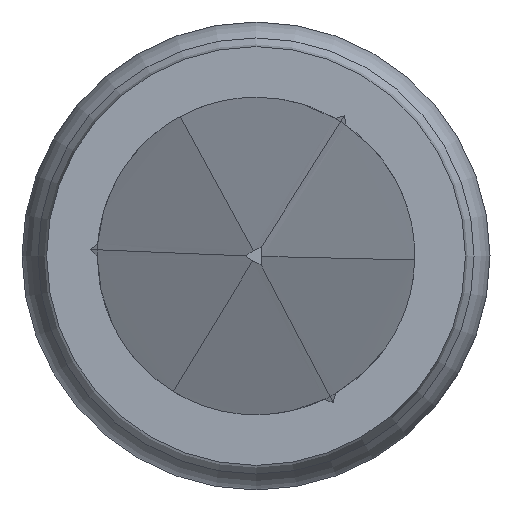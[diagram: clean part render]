
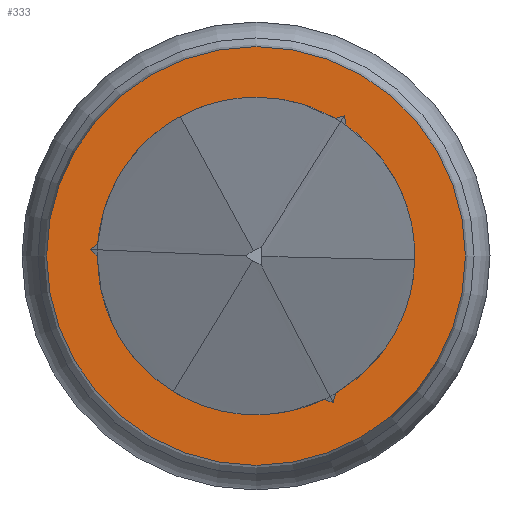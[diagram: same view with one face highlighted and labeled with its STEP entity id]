
A CAD part, left-side view. The second image highlights one B-rep face of the part: STEP entity #333.
In plain terms, the highlighted planar face has unit normal (-1, 0, 0).
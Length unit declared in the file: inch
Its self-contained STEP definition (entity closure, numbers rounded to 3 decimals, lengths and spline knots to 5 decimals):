
#49 = CARTESIAN_POINT ( 'NONE',  ( 0., 0., 0.01045 ) ) ;
#72 = EDGE_CURVE ( 'NONE', #445, #445, #1122, .T. ) ;
#225 = ORIENTED_EDGE ( 'NONE', *, *, #233, .F. ) ;
#233 = EDGE_CURVE ( 'NONE', #1188, #1188, #1678, .T. ) ;
#333 = ADVANCED_FACE ( 'NONE', ( #1518, #1230 ), #1644, .T. ) ;
#356 = CARTESIAN_POINT ( 'NONE',  ( 0., 0., 0. ) ) ;
#370 = DIRECTION ( 'NONE',  ( -1., 0., 0. ) ) ;
#445 = VERTEX_POINT ( 'NONE', #1449 ) ;
#542 = EDGE_LOOP ( 'NONE', ( #815 ) ) ;
#695 = EDGE_LOOP ( 'NONE', ( #225 ) ) ;
#797 = CARTESIAN_POINT ( 'NONE',  ( 0., 0.0129, 0. ) ) ;
#815 = ORIENTED_EDGE ( 'NONE', *, *, #72, .T. ) ;
#920 = DIRECTION ( 'NONE',  ( 0., 0., 1. ) ) ;
#987 = AXIS2_PLACEMENT_3D ( 'NONE', #1142, #1187, #1055 ) ;
#1055 = DIRECTION ( 'NONE',  ( 0., 0., 1. ) ) ;
#1122 = CIRCLE ( 'NONE', #987, 0.01378 ) ;
#1142 = CARTESIAN_POINT ( 'NONE',  ( 0., 0., 0. ) ) ;
#1187 = DIRECTION ( 'NONE',  ( -1., 0., 0. ) ) ;
#1188 = VERTEX_POINT ( 'NONE', #49 ) ;
#1230 = FACE_OUTER_BOUND ( 'NONE', #542, .T. ) ;
#1238 = AXIS2_PLACEMENT_3D ( 'NONE', #356, #1666, #920 ) ;
#1251 = DIRECTION ( 'NONE',  ( 0., 0., 1. ) ) ;
#1449 = CARTESIAN_POINT ( 'NONE',  ( 0., 0., 0.01378 ) ) ;
#1508 = AXIS2_PLACEMENT_3D ( 'NONE', #797, #370, #1251 ) ;
#1518 = FACE_BOUND ( 'NONE', #695, .T. ) ;
#1644 = PLANE ( 'NONE',  #1508 ) ;
#1666 = DIRECTION ( 'NONE',  ( -1., 0., 0. ) ) ;
#1678 = CIRCLE ( 'NONE', #1238, 0.01045 ) ;
